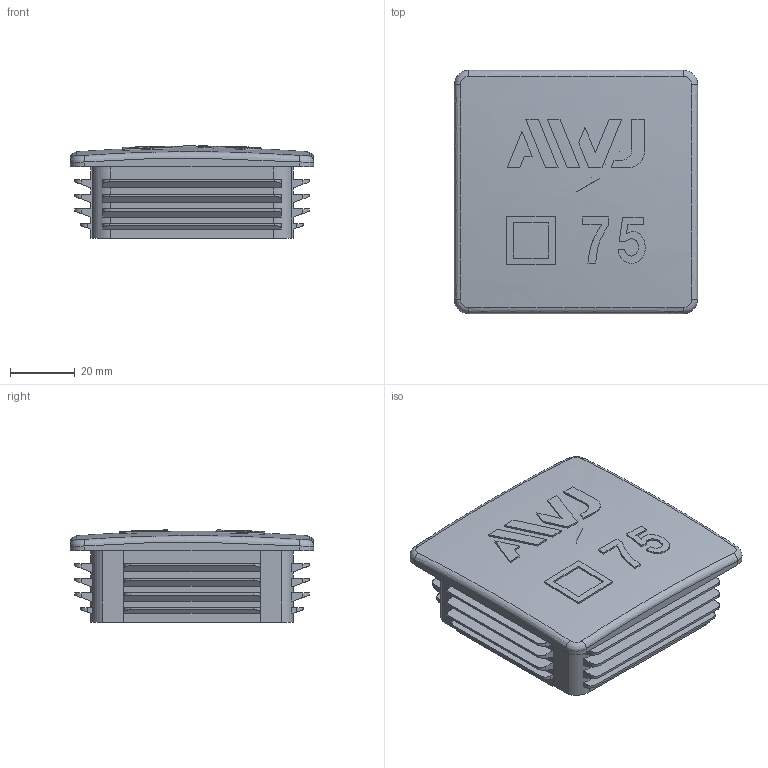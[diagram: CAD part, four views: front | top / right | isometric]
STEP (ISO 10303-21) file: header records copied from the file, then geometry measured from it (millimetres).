
FILE_DESCRIPTION( ( 'STEP AP203' ), '1' );
FILE_NAME( '75.step', '2022-07-25T06:40:00', ( ' ' ), ( ' ' ), 'XStep 1.0', ' ', ' ' );
FILE_SCHEMA( ( 'CONFIG_CONTROL_DESIGN' ) );
Length unit declared in the file: millimetre
Products named in the file (1): 1
Bounding box: 75 x 75 x 28.42 mm (x, y, z)
Volume: 43003 mm3; surface area: 28741.6 mm2
Topology: 1 solids, 1 shells, 250 faces, 678 edges, 438 vertices
Faces by surface type: plane 168, cylinder 46, bspline 27, extrusion 5, cone 4
Entity records: 11120 total; most frequent: CARTESIAN_POINT 5083, ORIENTED_EDGE 1342, DIRECTION 1108, EDGE_CURVE 671, VERTEX_POINT 436, VECTOR 406, LINE 401, AXIS2_PLACEMENT_3D 351
